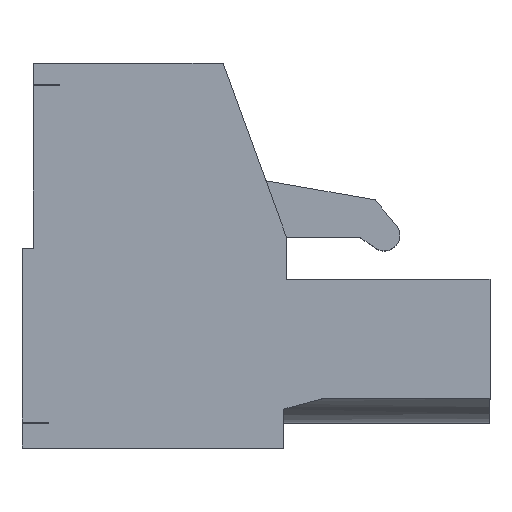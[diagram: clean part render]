
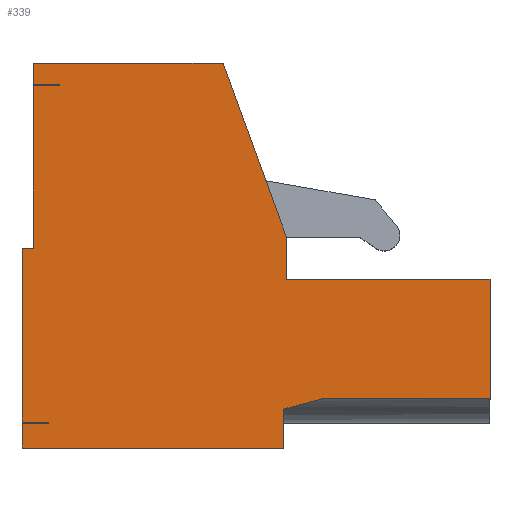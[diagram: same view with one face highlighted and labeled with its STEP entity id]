
A CAD part, top view. The second image highlights one B-rep face of the part: STEP entity #339.
In plain terms, the highlighted planar face has unit normal (0, 0, 1).
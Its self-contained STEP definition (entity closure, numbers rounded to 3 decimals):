
#339 = ADVANCED_FACE( '', ( #724 ), #725, .T. );
#724 = FACE_OUTER_BOUND( '', #1142, .T. );
#725 = PLANE( '', #1143 );
#1142 = EDGE_LOOP( '', ( #2076, #2077, #2078, #2079, #2080, #2081, #2082, #2083, #2084, #2085, #2086, #2087, #2088, #2089, #2090, #2091, #2092, #2093, #2094, #2095 ) );
#1143 = AXIS2_PLACEMENT_3D( '', #2096, #2097, #2098 );
#2076 = ORIENTED_EDGE( '', *, *, #2774, .T. );
#2077 = ORIENTED_EDGE( '', *, *, #2744, .T. );
#2078 = ORIENTED_EDGE( '', *, *, #2525, .T. );
#2079 = ORIENTED_EDGE( '', *, *, #2733, .T. );
#2080 = ORIENTED_EDGE( '', *, *, #2566, .T. );
#2081 = ORIENTED_EDGE( '', *, *, #2597, .F. );
#2082 = ORIENTED_EDGE( '', *, *, #2775, .T. );
#2083 = ORIENTED_EDGE( '', *, *, #2579, .T. );
#2084 = ORIENTED_EDGE( '', *, *, #2575, .T. );
#2085 = ORIENTED_EDGE( '', *, *, #2659, .T. );
#2086 = ORIENTED_EDGE( '', *, *, #2678, .T. );
#2087 = ORIENTED_EDGE( '', *, *, #2591, .T. );
#2088 = ORIENTED_EDGE( '', *, *, #2776, .T. );
#2089 = ORIENTED_EDGE( '', *, *, #2488, .T. );
#2090 = ORIENTED_EDGE( '', *, *, #2418, .T. );
#2091 = ORIENTED_EDGE( '', *, *, #2667, .T. );
#2092 = ORIENTED_EDGE( '', *, *, #2777, .T. );
#2093 = ORIENTED_EDGE( '', *, *, #2778, .F. );
#2094 = ORIENTED_EDGE( '', *, *, #2704, .T. );
#2095 = ORIENTED_EDGE( '', *, *, #2645, .F. );
#2096 = CARTESIAN_POINT( '', ( 273.592, 202.842, 115.28 ) );
#2097 = DIRECTION( '', ( 0., 0., 1. ) );
#2098 = DIRECTION( '', ( 1., 0., 0. ) );
#2418 = EDGE_CURVE( '', #2874, #2875, #2876, .T. );
#2488 = EDGE_CURVE( '', #3002, #2874, #3003, .T. );
#2525 = EDGE_CURVE( '', #3064, #3065, #3066, .T. );
#2566 = EDGE_CURVE( '', #3129, #3130, #3131, .T. );
#2575 = EDGE_CURVE( '', #3140, #3141, #3142, .T. );
#2579 = EDGE_CURVE( '', #3146, #3140, #3147, .T. );
#2591 = EDGE_CURVE( '', #3164, #3165, #3166, .T. );
#2597 = EDGE_CURVE( '', #3173, #3130, #3175, .T. );
#2645 = EDGE_CURVE( '', #3246, #3248, #3249, .T. );
#2659 = EDGE_CURVE( '', #3141, #3267, #3268, .T. );
#2667 = EDGE_CURVE( '', #2875, #3280, #3281, .T. );
#2678 = EDGE_CURVE( '', #3267, #3164, #3296, .T. );
#2704 = EDGE_CURVE( '', #3329, #3248, #3330, .T. );
#2733 = EDGE_CURVE( '', #3065, #3129, #3369, .T. );
#2744 = EDGE_CURVE( '', #3381, #3064, #3382, .T. );
#2774 = EDGE_CURVE( '', #3246, #3381, #3414, .T. );
#2775 = EDGE_CURVE( '', #3173, #3146, #3415, .T. );
#2776 = EDGE_CURVE( '', #3165, #3002, #3416, .T. );
#2777 = EDGE_CURVE( '', #3280, #3417, #3418, .T. );
#2778 = EDGE_CURVE( '', #3329, #3417, #3419, .T. );
#2874 = VERTEX_POINT( '', #3534 );
#2875 = VERTEX_POINT( '', #3535 );
#2876 = LINE( '', #3536, #3537 );
#3002 = VERTEX_POINT( '', #3717 );
#3003 = LINE( '', #3718, #3719 );
#3064 = VERTEX_POINT( '', #3799 );
#3065 = VERTEX_POINT( '', #3800 );
#3066 = LINE( '', #3801, #3802 );
#3129 = VERTEX_POINT( '', #3888 );
#3130 = VERTEX_POINT( '', #3889 );
#3131 = LINE( '', #3890, #3891 );
#3140 = VERTEX_POINT( '', #3905 );
#3141 = VERTEX_POINT( '', #3906 );
#3142 = LINE( '', #3907, #3908 );
#3146 = VERTEX_POINT( '', #3914 );
#3147 = LINE( '', #3915, #3916 );
#3164 = VERTEX_POINT( '', #3939 );
#3165 = VERTEX_POINT( '', #3940 );
#3166 = LINE( '', #3941, #3942 );
#3173 = VERTEX_POINT( '', #3952 );
#3175 = LINE( '', #3955, #3956 );
#3246 = VERTEX_POINT( '', #4058 );
#3248 = VERTEX_POINT( '', #4061 );
#3249 = LINE( '', #4062, #4063 );
#3267 = VERTEX_POINT( '', #4091 );
#3268 = LINE( '', #4092, #4093 );
#3280 = VERTEX_POINT( '', #4110 );
#3281 = LINE( '', #4111, #4112 );
#3296 = LINE( '', #4132, #4133 );
#3329 = VERTEX_POINT( '', #4181 );
#3330 = LINE( '', #4182, #4183 );
#3369 = LINE( '', #4239, #4240 );
#3381 = VERTEX_POINT( '', #4258 );
#3382 = LINE( '', #4259, #4260 );
#3414 = LINE( '', #4305, #4306 );
#3415 = LINE( '', #4307, #4308 );
#3416 = LINE( '', #4309, #4310 );
#3417 = VERTEX_POINT( '', #4311 );
#3418 = LINE( '', #4312, #4313 );
#3419 = LINE( '', #4314, #4315 );
#3534 = CARTESIAN_POINT( '', ( 254.742, 196.042, 115.28 ) );
#3535 = CARTESIAN_POINT( '', ( 265.292, 196.042, 115.28 ) );
#3536 = CARTESIAN_POINT( '', ( 265.392, 196.042, 115.28 ) );
#3537 = VECTOR( '', #4420, 1000. );
#3717 = CARTESIAN_POINT( '', ( 254.742, 197.042, 115.28 ) );
#3718 = CARTESIAN_POINT( '', ( 254.742, 196.042, 115.28 ) );
#3719 = VECTOR( '', #4490, 1000. );
#3799 = CARTESIAN_POINT( '', ( 262.844, 211.542, 115.28 ) );
#3800 = CARTESIAN_POINT( '', ( 255.192, 211.542, 115.28 ) );
#3801 = CARTESIAN_POINT( '', ( 255.042, 211.542, 115.28 ) );
#3802 = VECTOR( '', #4540, 1000. );
#3888 = CARTESIAN_POINT( '', ( 255.192, 210.692, 115.28 ) );
#3889 = CARTESIAN_POINT( '', ( 256.242, 210.692, 115.28 ) );
#3890 = CARTESIAN_POINT( '', ( 255.742, 210.692, 115.28 ) );
#3891 = VECTOR( '', #4585, 1000. );
#3905 = CARTESIAN_POINT( '', ( 255.192, 204.092, 115.28 ) );
#3906 = CARTESIAN_POINT( '', ( 254.742, 204.092, 115.28 ) );
#3907 = CARTESIAN_POINT( '', ( 254.742, 204.092, 115.28 ) );
#3908 = VECTOR( '', #4591, 1000. );
#3914 = CARTESIAN_POINT( '', ( 255.192, 210.642, 115.28 ) );
#3915 = CARTESIAN_POINT( '', ( 255.192, 203.542, 115.28 ) );
#3916 = VECTOR( '', #4594, 1000. );
#3939 = CARTESIAN_POINT( '', ( 255.792, 197.092, 115.28 ) );
#3940 = CARTESIAN_POINT( '', ( 255.792, 197.042, 115.28 ) );
#3941 = CARTESIAN_POINT( '', ( 255.792, 197.042, 115.28 ) );
#3942 = VECTOR( '', #4604, 1000. );
#3952 = CARTESIAN_POINT( '', ( 256.242, 210.642, 115.28 ) );
#3955 = CARTESIAN_POINT( '', ( 256.242, 210.232, 115.28 ) );
#3956 = VECTOR( '', #4609, 1000. );
#4058 = CARTESIAN_POINT( '', ( 265.392, 202.842, 115.28 ) );
#4061 = CARTESIAN_POINT( '', ( 273.592, 202.842, 115.28 ) );
#4062 = CARTESIAN_POINT( '', ( 273.692, 202.842, 115.28 ) );
#4063 = VECTOR( '', #4645, 1000. );
#4091 = CARTESIAN_POINT( '', ( 254.742, 197.092, 115.28 ) );
#4092 = CARTESIAN_POINT( '', ( 254.742, 196.742, 115.28 ) );
#4093 = VECTOR( '', #4656, 1000. );
#4110 = CARTESIAN_POINT( '', ( 265.292, 197.615, 115.28 ) );
#4111 = CARTESIAN_POINT( '', ( 265.292, 197.642, 115.28 ) );
#4112 = VECTOR( '', #4662, 1000. );
#4132 = CARTESIAN_POINT( '', ( 256.942, 197.092, 115.28 ) );
#4133 = VECTOR( '', #4677, 1000. );
#4181 = CARTESIAN_POINT( '', ( 273.592, 198.042, 115.28 ) );
#4182 = CARTESIAN_POINT( '', ( 273.592, 198.942, 115.28 ) );
#4183 = VECTOR( '', #4705, 1000. );
#4239 = CARTESIAN_POINT( '', ( 255.192, 210.382, 115.28 ) );
#4240 = VECTOR( '', #4735, 1000. );
#4258 = CARTESIAN_POINT( '', ( 265.392, 204.542, 115.28 ) );
#4259 = CARTESIAN_POINT( '', ( 263.026, 211.042, 115.28 ) );
#4260 = VECTOR( '', #4742, 1000. );
#4305 = CARTESIAN_POINT( '', ( 265.392, 197.642, 115.28 ) );
#4306 = VECTOR( '', #4765, 1000. );
#4307 = CARTESIAN_POINT( '', ( 255.942, 210.642, 115.28 ) );
#4308 = VECTOR( '', #4766, 1000. );
#4309 = CARTESIAN_POINT( '', ( 254.542, 197.042, 115.28 ) );
#4310 = VECTOR( '', #4767, 1000. );
#4311 = CARTESIAN_POINT( '', ( 266.885, 198.042, 115.28 ) );
#4312 = CARTESIAN_POINT( '', ( 266.885, 198.042, 115.28 ) );
#4313 = VECTOR( '', #4768, 1000. );
#4314 = CARTESIAN_POINT( '', ( 266.885, 198.042, 115.28 ) );
#4315 = VECTOR( '', #4769, 1000. );
#4420 = DIRECTION( '', ( 1., 0., 0. ) );
#4490 = DIRECTION( '', ( 0., -1., 0. ) );
#4540 = DIRECTION( '', ( -1., 0., 0. ) );
#4585 = DIRECTION( '', ( 1., 0., 0. ) );
#4591 = DIRECTION( '', ( -1., 0., 0. ) );
#4594 = DIRECTION( '', ( 0., -1., 0. ) );
#4604 = DIRECTION( '', ( 0., -1., 0. ) );
#4609 = DIRECTION( '', ( 0., 1., 0. ) );
#4645 = DIRECTION( '', ( 1., 0., 0. ) );
#4656 = DIRECTION( '', ( 0., -1., 0. ) );
#4662 = DIRECTION( '', ( 0., 1., 0. ) );
#4677 = DIRECTION( '', ( 1., 0., 0. ) );
#4705 = DIRECTION( '', ( 0., 1., 0. ) );
#4735 = DIRECTION( '', ( 0., -1., 0. ) );
#4742 = DIRECTION( '', ( -0.342, 0.94, 0. ) );
#4765 = DIRECTION( '', ( 0., 1., 0. ) );
#4766 = DIRECTION( '', ( -1., 0., 0. ) );
#4767 = DIRECTION( '', ( -1., 0., 0. ) );
#4768 = DIRECTION( '', ( 0.966, 0.259, 0. ) );
#4769 = DIRECTION( '', ( -1., 0., 0. ) );
